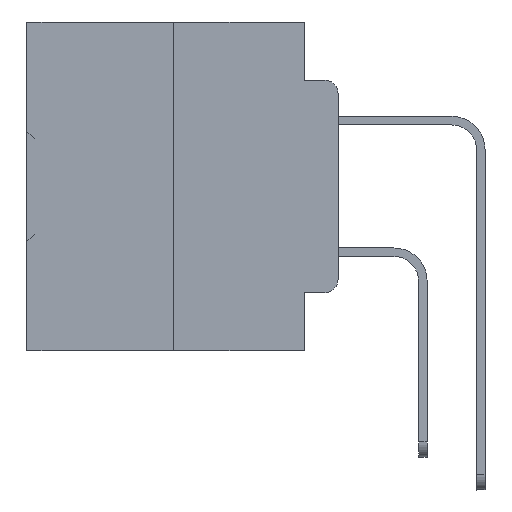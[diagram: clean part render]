
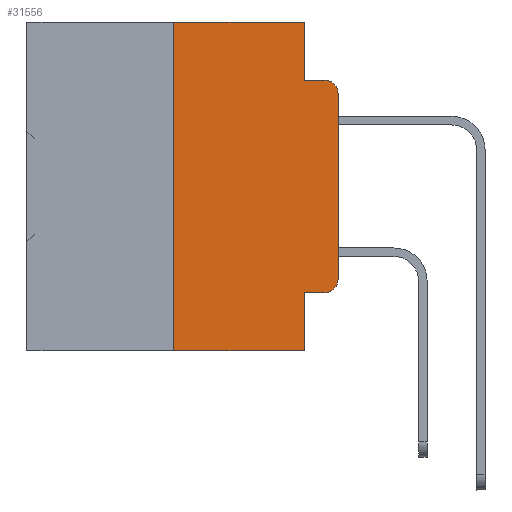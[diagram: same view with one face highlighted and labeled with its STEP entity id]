
A CAD part, left-side view. The second image highlights one B-rep face of the part: STEP entity #31556.
In plain terms, the highlighted planar face has unit normal (-1, 0, 0).
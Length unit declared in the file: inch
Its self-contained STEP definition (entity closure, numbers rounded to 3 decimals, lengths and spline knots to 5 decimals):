
#219 = DIRECTION ( 'NONE',  ( 0., 0., 1. ) ) ;
#401 = LINE ( 'NONE', #36054, #32317 ) ;
#924 = EDGE_CURVE ( 'NONE', #18055, #4265, #10642, .T. ) ;
#1070 = ORIENTED_EDGE ( 'NONE', *, *, #18612, .T. ) ;
#1929 = CARTESIAN_POINT ( 'NONE',  ( 0., 0.473, 0. ) ) ;
#1984 = VERTEX_POINT ( 'NONE', #37090 ) ;
#2412 = VECTOR ( 'NONE', #9403, 39.37008 ) ;
#2415 = CIRCLE ( 'NONE', #25738, 0.02 ) ;
#2445 = VERTEX_POINT ( 'NONE', #24121 ) ;
#4265 = VERTEX_POINT ( 'NONE', #36640 ) ;
#5431 = ORIENTED_EDGE ( 'NONE', *, *, #23545, .T. ) ;
#5528 = CARTESIAN_POINT ( 'NONE',  ( 0., 0.473, -0.5 ) ) ;
#5587 = CARTESIAN_POINT ( 'NONE',  ( 0., 0.051, -0.4115 ) ) ;
#6055 = VERTEX_POINT ( 'NONE', #17177 ) ;
#6472 = LINE ( 'NONE', #37194, #37297 ) ;
#7466 = LINE ( 'NONE', #20648, #31088 ) ;
#7779 = EDGE_CURVE ( 'NONE', #39488, #1984, #6472, .T. ) ;
#8208 = DIRECTION ( 'NONE',  ( 1., 0., 0. ) ) ;
#9403 = DIRECTION ( 'NONE',  ( 0., -1., 0. ) ) ;
#9627 = VECTOR ( 'NONE', #29826, 39.37008 ) ;
#10642 = LINE ( 'NONE', #5587, #2412 ) ;
#10948 = CARTESIAN_POINT ( 'NONE',  ( 0., 0.051, 0. ) ) ;
#11234 = DIRECTION ( 'NONE',  ( -1., 0., 0. ) ) ;
#11370 = CARTESIAN_POINT ( 'NONE',  ( 0., 0.051, -0.0885 ) ) ;
#11675 = VERTEX_POINT ( 'NONE', #30796 ) ;
#12168 = EDGE_CURVE ( 'NONE', #11675, #26863, #26028, .T. ) ;
#12247 = LINE ( 'NONE', #10948, #24748 ) ;
#13239 = DIRECTION ( 'NONE',  ( 0., 0., 1. ) ) ;
#14069 = DIRECTION ( 'NONE',  ( 0., 0., -1. ) ) ;
#15623 = CARTESIAN_POINT ( 'NONE',  ( 0., 0.02, -0.3915 ) ) ;
#15799 = CARTESIAN_POINT ( 'NONE',  ( 0., 0.051, -0.4115 ) ) ;
#17077 = EDGE_CURVE ( 'NONE', #1984, #26863, #24753, .T. ) ;
#17177 = CARTESIAN_POINT ( 'NONE',  ( 0., 0.25, 0. ) ) ;
#18028 = ORIENTED_EDGE ( 'NONE', *, *, #924, .T. ) ;
#18055 = VERTEX_POINT ( 'NONE', #15799 ) ;
#18612 = EDGE_CURVE ( 'NONE', #4265, #39488, #2415, .T. ) ;
#18679 = VECTOR ( 'NONE', #13239, 39.37008 ) ;
#18680 = DIRECTION ( 'NONE',  ( 0., 0., -1. ) ) ;
#18892 = ORIENTED_EDGE ( 'NONE', *, *, #24180, .F. ) ;
#19388 = ORIENTED_EDGE ( 'NONE', *, *, #36111, .F. ) ;
#19522 = CARTESIAN_POINT ( 'NONE',  ( 0., 0., -0.3915 ) ) ;
#20648 = CARTESIAN_POINT ( 'NONE',  ( 0., 0.051, 0. ) ) ;
#20937 = DIRECTION ( 'NONE',  ( 0., -1., 0. ) ) ;
#21757 = LINE ( 'NONE', #5528, #29951 ) ;
#22289 = VERTEX_POINT ( 'NONE', #27285 ) ;
#22397 = CARTESIAN_POINT ( 'NONE',  ( 0., 0.25, 0. ) ) ;
#23363 = AXIS2_PLACEMENT_3D ( 'NONE', #29678, #11234, #32782 ) ;
#23545 = EDGE_CURVE ( 'NONE', #2445, #35240, #21757, .T. ) ;
#23701 = DIRECTION ( 'NONE',  ( 0., 0., -1. ) ) ;
#23756 = ORIENTED_EDGE ( 'NONE', *, *, #27324, .F. ) ;
#23806 = DIRECTION ( 'NONE',  ( 0., -1., 0. ) ) ;
#24121 = CARTESIAN_POINT ( 'NONE',  ( 0., 0.25, -0.5 ) ) ;
#24180 = EDGE_CURVE ( 'NONE', #6055, #22289, #401, .T. ) ;
#24748 = VECTOR ( 'NONE', #14069, 39.37008 ) ;
#24753 = CIRCLE ( 'NONE', #23363, 0.02 ) ;
#25174 = ORIENTED_EDGE ( 'NONE', *, *, #38986, .F. ) ;
#25738 = AXIS2_PLACEMENT_3D ( 'NONE', #15623, #37097, #18680 ) ;
#26028 = LINE ( 'NONE', #11370, #9627 ) ;
#26648 = CARTESIAN_POINT ( 'NONE',  ( 0., 0.051, -0.5 ) ) ;
#26657 = PLANE ( 'NONE',  #39935 ) ;
#26863 = VERTEX_POINT ( 'NONE', #27661 ) ;
#26890 = LINE ( 'NONE', #22397, #18679 ) ;
#27285 = CARTESIAN_POINT ( 'NONE',  ( 0., 0.051, 0. ) ) ;
#27324 = EDGE_CURVE ( 'NONE', #18055, #35240, #7466, .T. ) ;
#27661 = CARTESIAN_POINT ( 'NONE',  ( 0., 0.02, -0.0885 ) ) ;
#29678 = CARTESIAN_POINT ( 'NONE',  ( 0., 0.02, -0.1085 ) ) ;
#29730 = DIRECTION ( 'NONE',  ( 0., 0., -1. ) ) ;
#29826 = DIRECTION ( 'NONE',  ( 0., -1., 0. ) ) ;
#29951 = VECTOR ( 'NONE', #20937, 39.37008 ) ;
#30796 = CARTESIAN_POINT ( 'NONE',  ( 0., 0.051, -0.0885 ) ) ;
#31088 = VECTOR ( 'NONE', #23701, 39.37008 ) ;
#31556 = ADVANCED_FACE ( 'NONE', ( #37786 ), #26657, .F. ) ;
#32150 = EDGE_LOOP ( 'NONE', ( #34008, #37847, #32846, #25174, #18892, #19388, #5431, #23756, #18028, #1070 ) ) ;
#32317 = VECTOR ( 'NONE', #23806, 39.37008 ) ;
#32782 = DIRECTION ( 'NONE',  ( 0., 0., -1. ) ) ;
#32846 = ORIENTED_EDGE ( 'NONE', *, *, #12168, .F. ) ;
#34008 = ORIENTED_EDGE ( 'NONE', *, *, #7779, .T. ) ;
#35240 = VERTEX_POINT ( 'NONE', #26648 ) ;
#36054 = CARTESIAN_POINT ( 'NONE',  ( 0., 0.473, 0. ) ) ;
#36111 = EDGE_CURVE ( 'NONE', #2445, #6055, #26890, .T. ) ;
#36640 = CARTESIAN_POINT ( 'NONE',  ( 0., 0.02, -0.4115 ) ) ;
#37090 = CARTESIAN_POINT ( 'NONE',  ( 0., 0., -0.1085 ) ) ;
#37097 = DIRECTION ( 'NONE',  ( -1., 0., 0. ) ) ;
#37194 = CARTESIAN_POINT ( 'NONE',  ( 0., 0., 0. ) ) ;
#37297 = VECTOR ( 'NONE', #219, 39.37008 ) ;
#37786 = FACE_OUTER_BOUND ( 'NONE', #32150, .T. ) ;
#37847 = ORIENTED_EDGE ( 'NONE', *, *, #17077, .T. ) ;
#38986 = EDGE_CURVE ( 'NONE', #22289, #11675, #12247, .T. ) ;
#39488 = VERTEX_POINT ( 'NONE', #19522 ) ;
#39935 = AXIS2_PLACEMENT_3D ( 'NONE', #1929, #8208, #29730 ) ;
